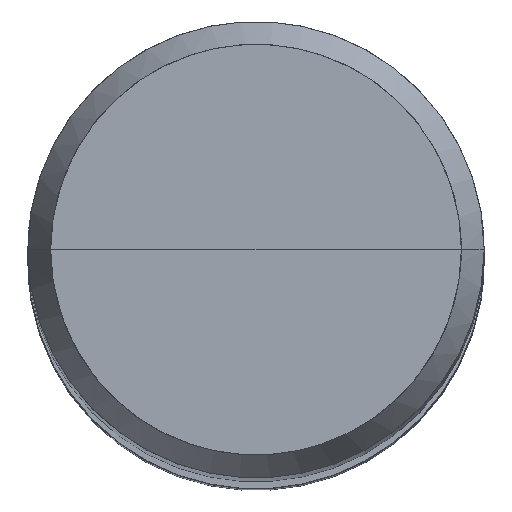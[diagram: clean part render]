
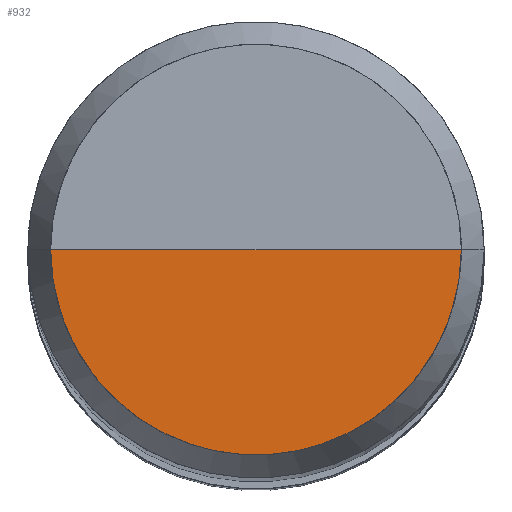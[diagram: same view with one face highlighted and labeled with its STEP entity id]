
A CAD part, top view. The second image highlights one B-rep face of the part: STEP entity #932.
In plain terms, the highlighted free-form (B-spline) face has degree [1, 2] with [2, 5] control points.
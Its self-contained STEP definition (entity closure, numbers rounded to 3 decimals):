
#312=CARTESIAN_POINT('',(4.5,0.0,49.0));
#316=CARTESIAN_POINT('',(-4.5,0.0,49.0));
#317=CARTESIAN_POINT('',(0.0,0.0,49.0));
#333=CARTESIAN_POINT('',(-4.5,-4.5,49.0));
#334=CARTESIAN_POINT('',(0.0,-4.5,49.0));
#335=CARTESIAN_POINT('',(4.5,-4.5,49.0));
#917=(
BOUNDED_SURFACE()
B_SPLINE_SURFACE(1,2,(
(#316,#333,#334,#335,#312),
(#317,#317,#317,#317,#317)
), .UNSPECIFIED.,.F.,.F.,.F.)
B_SPLINE_SURFACE_WITH_KNOTS((2,2),(3,2,3),(
0.0,1.0),(
0.0,0.5,1.0), .UNSPECIFIED.)
GEOMETRIC_REPRESENTATION_ITEM()
RATIONAL_B_SPLINE_SURFACE(((1.0,0.707,1.0,0.707,1.0),
(1.0,0.707,1.0,0.707,1.0)
))
REPRESENTATION_ITEM('')
SURFACE()
);
#918=(
BOUNDED_CURVE()
B_SPLINE_CURVE(2,(#312,#335,#334,#333,#316),.UNSPECIFIED.,.F.,.F.)
B_SPLINE_CURVE_WITH_KNOTS((3,2,3),
(0.0,0.5,1.0),.UNSPECIFIED.)
CURVE()
GEOMETRIC_REPRESENTATION_ITEM()
RATIONAL_B_SPLINE_CURVE((1.0,0.707,1.0,0.707,1.0))
REPRESENTATION_ITEM('')
);
#919=(
BOUNDED_CURVE()
B_SPLINE_CURVE(1,(#316,#317),.UNSPECIFIED.,.F.,.F.)
B_SPLINE_CURVE_WITH_KNOTS((2,2),
(0.0,1.0),.UNSPECIFIED.)
CURVE()
GEOMETRIC_REPRESENTATION_ITEM()
RATIONAL_B_SPLINE_CURVE((1.0,1.0))
REPRESENTATION_ITEM('')
);
#920=(
BOUNDED_CURVE()
B_SPLINE_CURVE(1,(#317,#312),.UNSPECIFIED.,.F.,.F.)
B_SPLINE_CURVE_WITH_KNOTS((2,2),
(0.0,1.0),.UNSPECIFIED.)
CURVE()
GEOMETRIC_REPRESENTATION_ITEM()
RATIONAL_B_SPLINE_CURVE((1.0,1.0))
REPRESENTATION_ITEM('')
);
#921=VERTEX_POINT('',#312);
#922=VERTEX_POINT('',#316);
#923=VERTEX_POINT('',#317);
#924=EDGE_CURVE('',#921,#922,#918,.T.);
#925=EDGE_CURVE('',#922,#923,#919,.T.);
#926=EDGE_CURVE('',#923,#921,#920,.T.);
#927=ORIENTED_EDGE('',*,*,#924,.T.);
#928=ORIENTED_EDGE('',*,*,#925,.T.);
#929=ORIENTED_EDGE('',*,*,#926,.T.);
#930=EDGE_LOOP('',(#927,#928,#929));
#931=FACE_OUTER_BOUND('',#930,.T.);
#932=ADVANCED_FACE('',(#931),#917,.T.);
